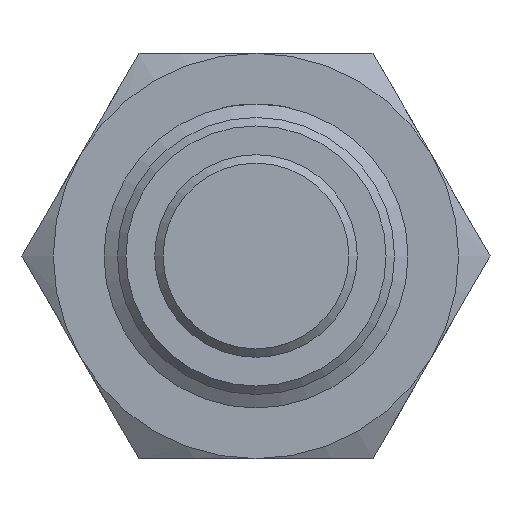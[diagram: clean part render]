
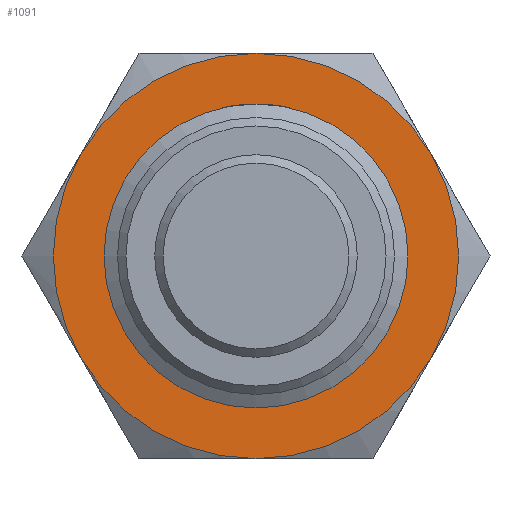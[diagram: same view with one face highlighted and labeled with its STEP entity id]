
A CAD part, front view. The second image highlights one B-rep face of the part: STEP entity #1091.
In plain terms, the highlighted planar face has unit normal (0, -1, 0).
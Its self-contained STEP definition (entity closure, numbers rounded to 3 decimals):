
#100=PLANE($,#1240);
#215=FACE_BOUND($,#410,.T.);
#290=FACE_OUTER_BOUND($,#409,.T.);
#409=EDGE_LOOP($,(#941,#942,#943,#944,#945,#946));
#410=EDGE_LOOP($,(#947));
#461=CIRCLE($,#1210,9.);
#466=CIRCLE($,#1220,12.);
#467=CIRCLE($,#1222,12.);
#468=CIRCLE($,#1224,12.);
#469=CIRCLE($,#1226,12.);
#470=CIRCLE($,#1228,12.);
#471=CIRCLE($,#1230,12.);
#546=VERTEX_POINT($,#2007);
#555=VERTEX_POINT($,#2038);
#556=VERTEX_POINT($,#2039);
#559=VERTEX_POINT($,#2050);
#560=VERTEX_POINT($,#2054);
#562=VERTEX_POINT($,#2061);
#565=VERTEX_POINT($,#2083);
#665=EDGE_CURVE($,#546,#546,#461,.T.);
#674=EDGE_CURVE($,#555,#556,#466,.T.);
#678=EDGE_CURVE($,#559,#560,#467,.T.);
#681=EDGE_CURVE($,#562,#555,#468,.T.);
#684=EDGE_CURVE($,#560,#562,#469,.T.);
#688=EDGE_CURVE($,#565,#559,#470,.T.);
#691=EDGE_CURVE($,#556,#565,#471,.T.);
#941=ORIENTED_EDGE($,*,*,#674,.F.);
#942=ORIENTED_EDGE($,*,*,#681,.F.);
#943=ORIENTED_EDGE($,*,*,#684,.F.);
#944=ORIENTED_EDGE($,*,*,#678,.F.);
#945=ORIENTED_EDGE($,*,*,#688,.F.);
#946=ORIENTED_EDGE($,*,*,#691,.F.);
#947=ORIENTED_EDGE($,*,*,#665,.T.);
#1091=ADVANCED_FACE($,(#290,#215),#100,.T.);
#1210=AXIS2_PLACEMENT_3D($,#2008,#1477,#1478);
#1220=AXIS2_PLACEMENT_3D($,#2040,#1497,#1498);
#1222=AXIS2_PLACEMENT_3D($,#2055,#1501,#1502);
#1224=AXIS2_PLACEMENT_3D($,#2065,#1505,#1506);
#1226=AXIS2_PLACEMENT_3D($,#2074,#1509,#1510);
#1228=AXIS2_PLACEMENT_3D($,#2087,#1513,#1514);
#1230=AXIS2_PLACEMENT_3D($,#2096,#1517,#1518);
#1240=AXIS2_PLACEMENT_3D($,#2136,#1537,#1538);
#1477=DIRECTION('center_axis',(0.,1.,0.));
#1478=DIRECTION('ref_axis',(1.,0.,0.));
#1497=DIRECTION('center_axis',(0.,1.,0.));
#1498=DIRECTION('ref_axis',(1.,0.,0.));
#1501=DIRECTION('center_axis',(0.,1.,0.));
#1502=DIRECTION('ref_axis',(1.,0.,0.));
#1505=DIRECTION('center_axis',(0.,1.,0.));
#1506=DIRECTION('ref_axis',(1.,0.,0.));
#1509=DIRECTION('center_axis',(0.,1.,0.));
#1510=DIRECTION('ref_axis',(1.,0.,0.));
#1513=DIRECTION('center_axis',(0.,1.,0.));
#1514=DIRECTION('ref_axis',(1.,0.,0.));
#1517=DIRECTION('center_axis',(0.,1.,0.));
#1518=DIRECTION('ref_axis',(1.,0.,0.));
#1537=DIRECTION('center_axis',(0.,-1.,0.));
#1538=DIRECTION('ref_axis',(0.,0.,-1.));
#2007=CARTESIAN_POINT('',(-9.,-26.,0.));
#2008=CARTESIAN_POINT('Origin',(0.,-26.,0.));
#2038=CARTESIAN_POINT('',(10.392,-26.,6.));
#2039=CARTESIAN_POINT('',(10.392,-26.,-6.));
#2040=CARTESIAN_POINT('Origin',(0.,-26.,0.));
#2050=CARTESIAN_POINT('',(-10.392,-26.,-6.));
#2054=CARTESIAN_POINT('',(-10.392,-26.,6.));
#2055=CARTESIAN_POINT('Origin',(0.,-26.,0.));
#2061=CARTESIAN_POINT('',(0.,-26.,12.));
#2065=CARTESIAN_POINT('Origin',(0.,-26.,0.));
#2074=CARTESIAN_POINT('Origin',(0.,-26.,0.));
#2083=CARTESIAN_POINT('',(0.,-26.,-12.));
#2087=CARTESIAN_POINT('Origin',(0.,-26.,0.));
#2096=CARTESIAN_POINT('Origin',(0.,-26.,0.));
#2136=CARTESIAN_POINT('Origin',(10.5,-26.,0.));
